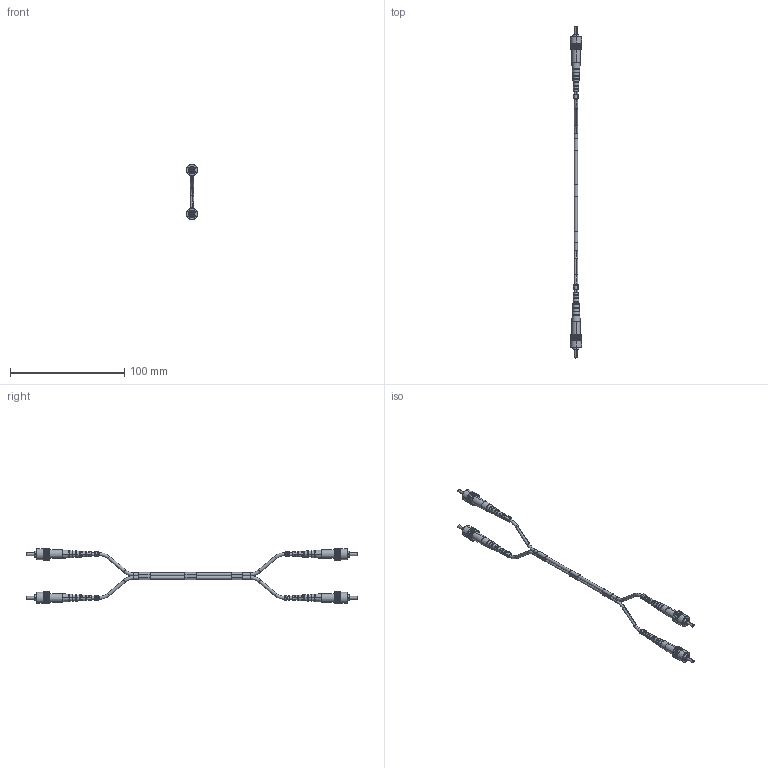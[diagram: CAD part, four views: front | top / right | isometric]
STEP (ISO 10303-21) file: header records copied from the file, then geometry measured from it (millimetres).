
FILE_DESCRIPTION (( 'STEP AP203' ), '1' );
FILE_NAME ('FODSTC.STEP', '2006-06-23T19:36:35', ( 'lcom' ), ( 'lcom' ), 'SwSTEP 2.0', 'SolidWorks 2006004', '' );
FILE_SCHEMA (( 'CONFIG_CONTROL_DESIGN' ));
Length unit declared in the file: inch
Products named in the file (9): SP15414-MA1; FOC-001BA-PROD-MA1; LBL-C3P-B; FOC-001BA-PROD-MA2; FODSTC; LBL-C3P-A; FOC-001BA; FOC-001BA-PROD-MA3; N602-INS-ZC-62PFD_SP15414
Assembly tree (15 placements, depth 3):
  FODSTC
    LBL-C3P-B  x2
    LBL-C3P-A  x2
    FOC-001BA  x4
      FOC-001BA-PROD-MA3
      FOC-001BA-PROD-MA2
      FOC-001BA-PROD-MA1
    SP15414-MA1  x3
    N602-INS-ZC-62PFD_SP15414
Bounding box: 10.3 x 290.48 x 48.6 mm (x, y, z)
Volume: 8784.9 mm3; surface area: 16521.6 mm2
Topology: 20 solids, 20 shells, 909 faces, 2593 edges, 1710 vertices
Faces by surface type: plane 698, cylinder 121, cone 48, torus 24, bspline 18
Entity records: 11350 total; most frequent: CARTESIAN_POINT 2810, ORIENTED_EDGE 1574, DIRECTION 1518, EDGE_CURVE 787, AXIS2_PLACEMENT_3D 521, VERTEX_POINT 512, LINE 476, VECTOR 476
